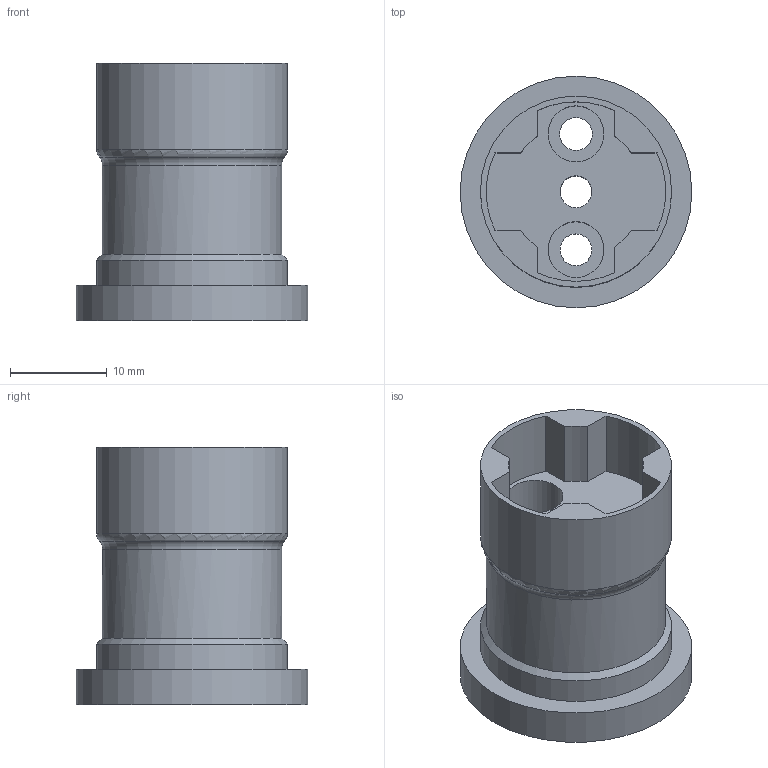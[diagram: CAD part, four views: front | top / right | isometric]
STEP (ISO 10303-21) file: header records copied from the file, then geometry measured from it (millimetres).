
FILE_DESCRIPTION(/* description */ (''),/* implementation_level */ '2;1');
FILE_NAME(/* name */ 'Coupler.step',/* time_stamp */ '2024-07-02T21:20:37+02:00',/* author */ (''),/* organization */ (''),/* preprocessor_version */ 'ST-DEVELOPER v20',/* originating_system */ 'Autodesk Translation Framework v13.14.0.145',/* authorisation */ '');
FILE_SCHEMA (('AUTOMOTIVE_DESIGN { 1 0 10303 214 3 1 1 }'));
Length unit declared in the file: millimetre
Products named in the file (1): Coupler
Bounding box: 24 x 24 x 26.7 mm (x, y, z)
Volume: 5825.9 mm3; surface area: 3801.6 mm2
Topology: 1 solids, 5 shells, 50 faces, 105 edges, 69 vertices
Faces by surface type: plane 26, cylinder 21, torus 2, cone 1
Full cylindrical faces by diameter (mm): 3.3 x2, 3.4 x1, 5.8 x2, 18.6 x1, 19.8 x2, 24 x1
Entity records: 1385 total; most frequent: DIRECTION 254, CARTESIAN_POINT 225, ORIENTED_EDGE 210, EDGE_CURVE 105, AXIS2_PLACEMENT_3D 98, VERTEX_POINT 69, EDGE_LOOP 60, LINE 58
